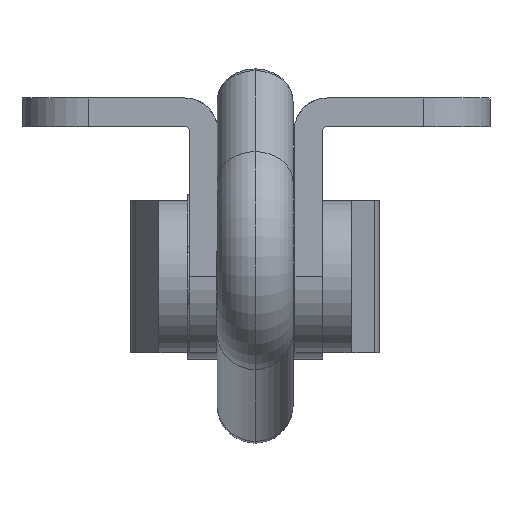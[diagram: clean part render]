
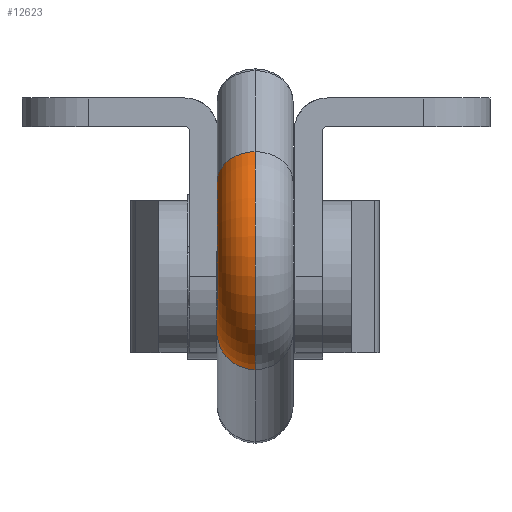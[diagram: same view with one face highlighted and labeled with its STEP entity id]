
A CAD part, left-side view. The second image highlights one B-rep face of the part: STEP entity #12623.
In plain terms, the highlighted toroidal (fillet/blend) face has major radius 8.8 mm and minor radius 4 mm.
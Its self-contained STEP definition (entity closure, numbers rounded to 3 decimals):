
#317 = EDGE_CURVE ( 'NONE', #11256, #11293, #17542, .T. ) ;
#388 = EDGE_CURVE ( 'NONE', #11297, #11256, #17642, .T. ) ;
#413 = EDGE_CURVE ( 'NONE', #11297, #11260, #17678, .T. ) ;
#415 = EDGE_CURVE ( 'NONE', #11260, #11293, #17686, .T. ) ;
#2191 = TOROIDAL_SURFACE ( 'NONE', #14343, 8.8, 4. ) ;
#2193 = FACE_OUTER_BOUND ( 'NONE', #11205, .T. ) ;
#4360 = CARTESIAN_POINT ( 'NONE',  ( -145.287, -13.936, 0. ) ) ;
#4365 = DIRECTION ( 'NONE',  ( 0.94, 0.342, 0. ) ) ;
#4369 = DIRECTION ( 'NONE',  ( 0., 0., -1. ) ) ;
#4585 = CARTESIAN_POINT ( 'NONE',  ( -142.278, -22.205, 0. ) ) ;
#4587 = DIRECTION ( 'NONE',  ( 0., 0., 1. ) ) ;
#4589 = DIRECTION ( 'NONE',  ( 1., 0., 0. ) ) ;
#5306 = DIRECTION ( 'NONE',  ( 0., 0., 1. ) ) ;
#5309 = CARTESIAN_POINT ( 'NONE',  ( -142.278, -22.205, 0. ) ) ;
#5311 = DIRECTION ( 'NONE',  ( 1., 0., 0. ) ) ;
#6405 = CARTESIAN_POINT ( 'NONE',  ( -142.278, -22.205, 0. ) ) ;
#6408 = DIRECTION ( 'NONE',  ( 0., 0., 1. ) ) ;
#6409 = DIRECTION ( 'NONE',  ( 1., 0., 0. ) ) ;
#10110 = AXIS2_PLACEMENT_3D ( 'NONE', #13360, #13532, #13440 ) ;
#10141 = AXIS2_PLACEMENT_3D ( 'NONE', #6405, #6408, #6409 ) ;
#10148 = AXIS2_PLACEMENT_3D ( 'NONE', #4360, #4365, #4369 ) ;
#10150 = AXIS2_PLACEMENT_3D ( 'NONE', #4585, #4587, #4589 ) ;
#11205 = EDGE_LOOP ( 'NONE', ( #11717, #11584, #11572, #11542 ) ) ;
#11256 = VERTEX_POINT ( 'NONE', #13542 ) ;
#11260 = VERTEX_POINT ( 'NONE', #13572 ) ;
#11293 = VERTEX_POINT ( 'NONE', #13617 ) ;
#11297 = VERTEX_POINT ( 'NONE', #13621 ) ;
#11542 = ORIENTED_EDGE ( 'NONE', *, *, #415, .F. ) ;
#11572 = ORIENTED_EDGE ( 'NONE', *, *, #317, .T. ) ;
#11584 = ORIENTED_EDGE ( 'NONE', *, *, #388, .T. ) ;
#11717 = ORIENTED_EDGE ( 'NONE', *, *, #413, .F. ) ;
#12623 = ADVANCED_FACE ( 'NONE', ( #2193 ), #2191, .T. ) ;
#13360 = CARTESIAN_POINT ( 'NONE',  ( -146.273, -30.046, 0. ) ) ;
#13440 = DIRECTION ( 'NONE',  ( 0., 0., -1. ) ) ;
#13532 = DIRECTION ( 'NONE',  ( -0.891, 0.454, 0. ) ) ;
#13542 = CARTESIAN_POINT ( 'NONE',  ( -148.089, -33.61, 0. ) ) ;
#13572 = CARTESIAN_POINT ( 'NONE',  ( -143.919, -17.694, 0. ) ) ;
#13617 = CARTESIAN_POINT ( 'NONE',  ( -144.457, -26.482, 0. ) ) ;
#13621 = CARTESIAN_POINT ( 'NONE',  ( -146.656, -10.177, 0. ) ) ;
#14343 = AXIS2_PLACEMENT_3D ( 'NONE', #5309, #5306, #5311 ) ;
#17542 = CIRCLE ( 'NONE', #10110, 4. ) ;
#17642 = CIRCLE ( 'NONE', #10141, 12.8 ) ;
#17678 = CIRCLE ( 'NONE', #10148, 4. ) ;
#17686 = CIRCLE ( 'NONE', #10150, 4.8 ) ;
